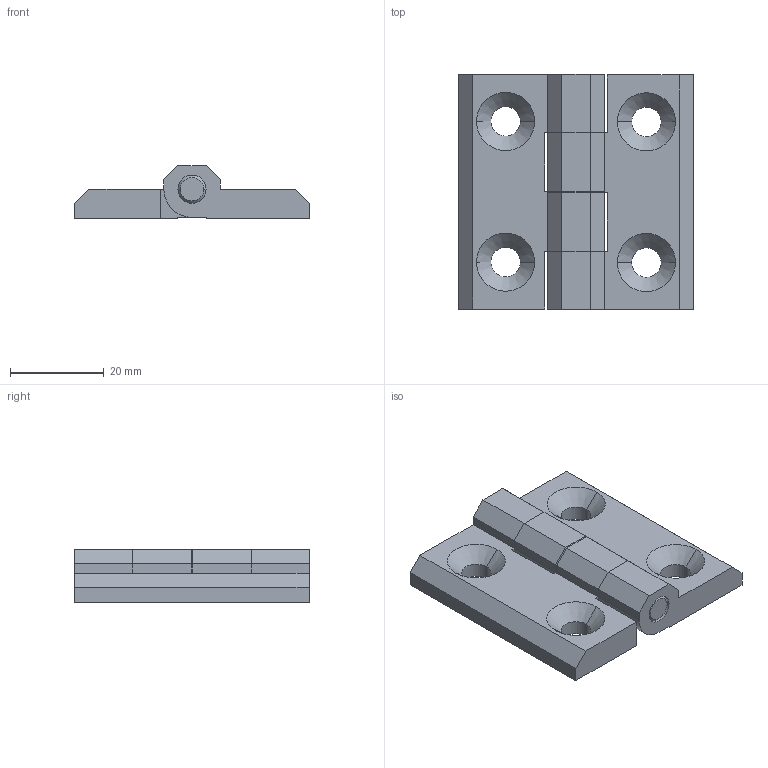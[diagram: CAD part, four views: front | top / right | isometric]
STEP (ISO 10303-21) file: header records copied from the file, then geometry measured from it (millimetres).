
FILE_DESCRIPTION(('Creo Elements/Direct Modeling STEP Export'),'2;1');
FILE_NAME('44.0345_Anschraubscharnier-MMS-44_50x50-schwarz.stp','2022-03-21T 9:01:03',(''),(''),'PTC Creo Elements/Direct Modeling STEP processor for AP214 (Solid Model)','PTC Creo Elements/Direct Modeling 19.0C 15-Aug-2015 (C) Parametric Technology GmbH','');
FILE_SCHEMA(('AUTOMOTIVE_DESIGN { 1 0 10303 214 1 1 1 1 }'));
Length unit declared in the file: millimetre
Products named in the file (3): H_PX174733_1_Teil-2; H_PX174732_1_Teil-1; Anschraubscharnier-MMS-44_50x50-schwarz_44.0345_PX174744
Assembly tree (2 placements, depth 2):
  Anschraubscharnier-MMS-44_50x50-schwarz_44.0345_PX174744
    H_PX174732_1_Teil-1
    H_PX174733_1_Teil-2
Bounding box: 50 x 50.1 x 11.2 mm (x, y, z)
Volume: 15676.4 mm3; surface area: 8522.3 mm2
Topology: 2 solids, 2 shells, 86 faces, 228 edges, 148 vertices
Faces by surface type: plane 52, cylinder 20, cone 14
Entity records: 2635 total; most frequent: ORIENTED_EDGE 456, CARTESIAN_POINT 441, DIRECTION 414, EDGE_CURVE 228, VECTOR 172, LINE 172, VERTEX_POINT 148, AXIS2_PLACEMENT_3D 121
